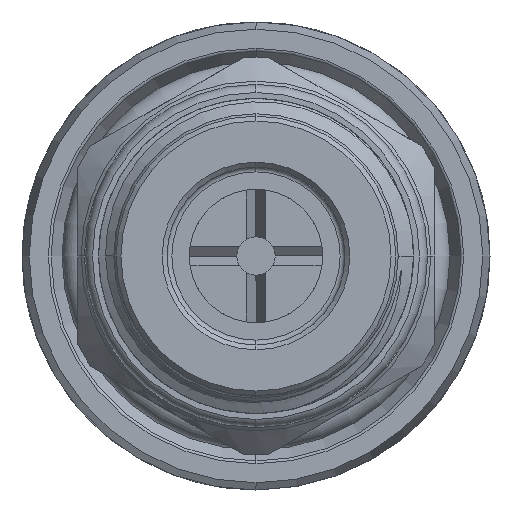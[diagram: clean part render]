
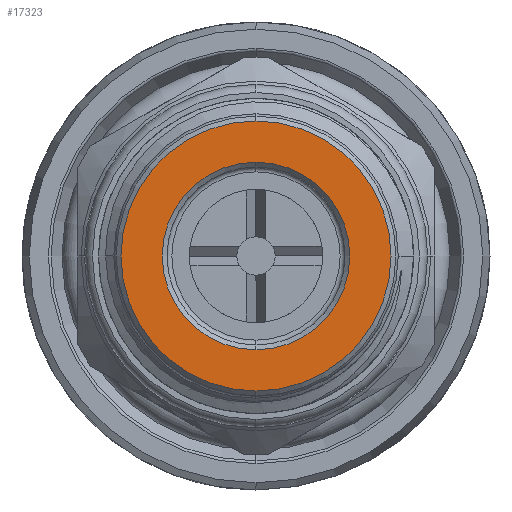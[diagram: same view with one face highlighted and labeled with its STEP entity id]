
A CAD part, left-side view. The second image highlights one B-rep face of the part: STEP entity #17323.
In plain terms, the highlighted planar face has unit normal (-1, 0, 0).
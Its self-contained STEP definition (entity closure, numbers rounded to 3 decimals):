
#440 = AXIS2_PLACEMENT_3D ( 'NONE', #1842, #1798, #1797 ) ;
#572 = AXIS2_PLACEMENT_3D ( 'NONE', #3317, #3316, #3315 ) ;
#1797 = DIRECTION ( 'NONE',  ( 0., 0., -1. ) ) ;
#1798 = DIRECTION ( 'NONE',  ( 1., 0., 0. ) ) ;
#1842 = CARTESIAN_POINT ( 'NONE',  ( -43.95, 0., 0. ) ) ;
#3286 = CIRCLE ( 'NONE', #572, 8.425 ) ;
#3315 = DIRECTION ( 'NONE',  ( 0., 0., -1. ) ) ;
#3316 = DIRECTION ( 'NONE',  ( -1., 0., 0. ) ) ;
#3317 = CARTESIAN_POINT ( 'NONE',  ( -43.95, 0., 0. ) ) ;
#4022 = EDGE_LOOP ( 'NONE', ( #7173, #16360 ) ) ;
#5485 = EDGE_LOOP ( 'NONE', ( #16329, #16287 ) ) ;
#6103 = CARTESIAN_POINT ( 'NONE',  ( -43.95, 0., 8.425 ) ) ;
#6106 = CARTESIAN_POINT ( 'NONE',  ( -43.95, 0., -8.425 ) ) ;
#6117 = CARTESIAN_POINT ( 'NONE',  ( -43.95, 0., -5.85 ) ) ;
#6118 = CARTESIAN_POINT ( 'NONE',  ( -43.95, 0., 5.85 ) ) ;
#7109 = AXIS2_PLACEMENT_3D ( 'NONE', #13560, #13576, #13570 ) ;
#7173 = ORIENTED_EDGE ( 'NONE', *, *, #14768, .T. ) ;
#7755 = CIRCLE ( 'NONE', #10299, 5.85 ) ;
#7777 = CIRCLE ( 'NONE', #10329, 8.425 ) ;
#10299 = AXIS2_PLACEMENT_3D ( 'NONE', #17730, #17729, #17728 ) ;
#10329 = AXIS2_PLACEMENT_3D ( 'NONE', #17889, #17888, #17887 ) ;
#11616 = CIRCLE ( 'NONE', #440, 5.85 ) ;
#12344 = VERTEX_POINT ( 'NONE', #6118 ) ;
#12345 = VERTEX_POINT ( 'NONE', #6117 ) ;
#12356 = VERTEX_POINT ( 'NONE', #6106 ) ;
#12359 = VERTEX_POINT ( 'NONE', #6103 ) ;
#13560 = CARTESIAN_POINT ( 'NONE',  ( -43.95, 0., 0. ) ) ;
#13566 = PLANE ( 'NONE',  #7109 ) ;
#13570 = DIRECTION ( 'NONE',  ( 0., 0., -1. ) ) ;
#13576 = DIRECTION ( 'NONE',  ( 1., 0., 0. ) ) ;
#13947 = EDGE_CURVE ( 'NONE', #12356, #12359, #7777, .T. ) ;
#13982 = EDGE_CURVE ( 'NONE', #12345, #12344, #7755, .T. ) ;
#14730 = EDGE_CURVE ( 'NONE', #12359, #12356, #3286, .T. ) ;
#14768 = EDGE_CURVE ( 'NONE', #12344, #12345, #11616, .T. ) ;
#14809 = FACE_OUTER_BOUND ( 'NONE', #5485, .T. ) ;
#15584 = FACE_BOUND ( 'NONE', #4022, .T. ) ;
#16287 = ORIENTED_EDGE ( 'NONE', *, *, #14730, .T. ) ;
#16329 = ORIENTED_EDGE ( 'NONE', *, *, #13947, .T. ) ;
#16360 = ORIENTED_EDGE ( 'NONE', *, *, #13982, .T. ) ;
#17323 = ADVANCED_FACE ( 'NONE', ( #15584, #14809 ), #13566, .F. ) ;
#17728 = DIRECTION ( 'NONE',  ( 0., 0., -1. ) ) ;
#17729 = DIRECTION ( 'NONE',  ( 1., 0., 0. ) ) ;
#17730 = CARTESIAN_POINT ( 'NONE',  ( -43.95, 0., 0. ) ) ;
#17887 = DIRECTION ( 'NONE',  ( 0., 0., -1. ) ) ;
#17888 = DIRECTION ( 'NONE',  ( -1., 0., 0. ) ) ;
#17889 = CARTESIAN_POINT ( 'NONE',  ( -43.95, 0., 0. ) ) ;
